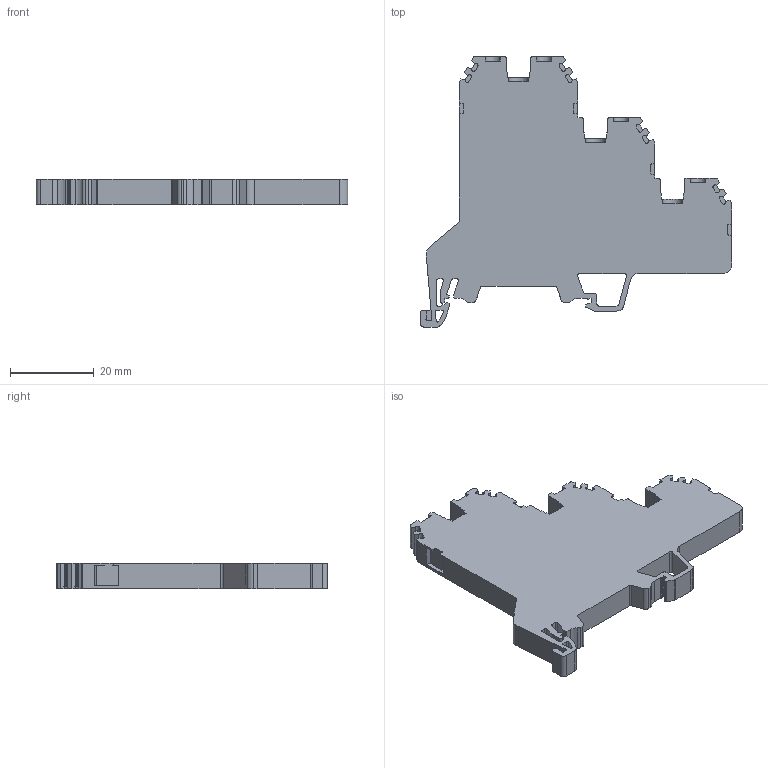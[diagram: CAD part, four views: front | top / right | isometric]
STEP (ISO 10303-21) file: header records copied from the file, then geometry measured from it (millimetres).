
FILE_DESCRIPTION (( 'STEP AP214' ), '1' );
FILE_NAME ('324400_PUK 3S_Beige.STP', '2013-11-12T13:19:39', ( 'arge' ), ( 'Microsoft' ), 'SwSTEP 2.0', 'SolidWorks 2013', '' );
FILE_SCHEMA (( 'AUTOMOTIVE_DESIGN' ));
Length unit declared in the file: millimetre
Products named in the file (1): 324400_PUK 3S_Beige
Bounding box: 74.3 x 64.51 x 6 mm (x, y, z)
Volume: 15860 mm3; surface area: 7954.2 mm2
Topology: 1 solids, 1 shells, 330 faces, 968 edges, 640 vertices
Faces by surface type: plane 224, cylinder 106
Entity records: 10958 total; most frequent: CARTESIAN_POINT 1939, ORIENTED_EDGE 1936, DIRECTION 1842, EDGE_CURVE 968, VECTOR 756, LINE 756, VERTEX_POINT 640, AXIS2_PLACEMENT_3D 543
